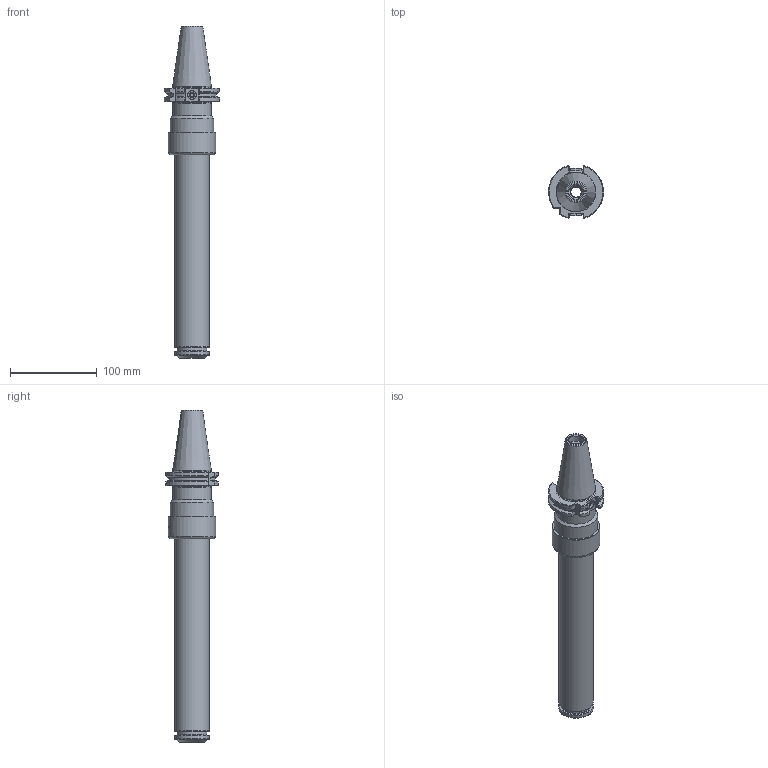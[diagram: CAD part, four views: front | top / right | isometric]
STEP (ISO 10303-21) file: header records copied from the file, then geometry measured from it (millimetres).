
FILE_DESCRIPTION(/* description */ (''),/* implementation_level */ '2;1');
FILE_NAME(/* name */ '884276150.stp',/* time_stamp */ '2023-03-15T12:08:09',/* author */ ('Ratnasingam Jekanthan'),/* organization */ ('REGO-FIX'),/* preprocessor_version */ ' Unknown',/* originating_system */ 'SIEMENS PLM Software Solid Edge ST10',/* authorization */ 'Unknown');
FILE_SCHEMA (('AUTOMOTIVE_DESIGN { 1 0 10303 214 2 1 1}'));
Length unit declared in the file: millimetre
Products named in the file (1): NOCUT
Bounding box: 63.35 x 61.01 x 382.25 mm (x, y, z)
Volume: 441409.5 mm3; surface area: 86228.7 mm2
Topology: 1 solids, 3 shells, 176 faces, 420 edges, 260 vertices
Faces by surface type: plane 56, cylinder 49, cone 44, torus 26, bspline 1
Full cylindrical faces by diameter (mm): 6 x1, 10 x1, 12 x1, 13 x1, 13.835 x2, 14 x1, 17 x1, 25 x1, 30.5 x1, 31.6 x1, 33 x1, 34 x1, 40 x2, 40.2 x1, 42 x1, 44.15 x1, 44.45 x1, 45 x1, 48.376 x2, 50 x1, 50.05 x1, 51.3 x1, 54.8 x1
Entity records: 5893 total; most frequent: CARTESIAN_POINT 951, DIRECTION 785, ORIENTED_EDGE 652, AXIS2_PLACEMENT_3D 336, EDGE_CURVE 326, EDGE_LOOP 271, FACE_BOUND 271, VERTEX_POINT 243
